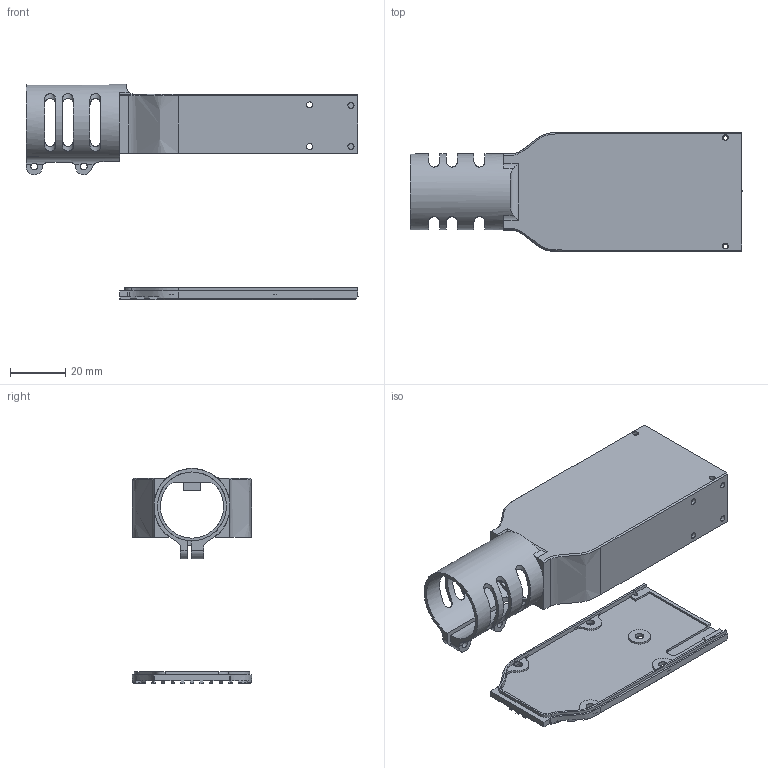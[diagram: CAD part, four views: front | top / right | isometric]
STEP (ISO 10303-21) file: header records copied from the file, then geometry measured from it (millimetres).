
FILE_DESCRIPTION(/* description */ (''),/* implementation_level */ '2;1');
FILE_NAME(/* name */ '前电机座0721.stp',/* time_stamp */ '2020-07-21T16:12:05+08:00',/* author */ (''),/* organization */ (''),/* preprocessor_version */ 'ST-DEVELOPER v16.7',/* originating_system */ 'SIEMENS PLM Software NX 12.0',/* authorisation */ '');
FILE_SCHEMA (('AUTOMOTIVE_DESIGN { 1 0 10303 214 3 1 1 1 }'));
Length unit declared in the file: millimetre
Products named in the file (1): Admi0C7CA9B1t4g7
Bounding box: 120.65 x 43.3 x 78.15 mm (x, y, z)
Volume: 21658 mm3; surface area: 31684.1 mm2
Topology: 2 solids, 2 shells, 363 faces, 1080 edges, 715 vertices
Faces by surface type: plane 211, cylinder 118, bspline 18, extrusion 11, cone 5
Full cylindrical faces by diameter (mm): 1.6 x2, 2.1 x5, 2.2 x6, 2.5 x6, 3.1 x2, 3.2 x5, 5.8 x4, 6 x4, 8 x1, 25.05 x1
Entity records: 13205 total; most frequent: CARTESIAN_POINT 3762, ORIENTED_EDGE 2016, DIRECTION 1827, EDGE_CURVE 1008, VERTEX_POINT 681, AXIS2_PLACEMENT_3D 624, VECTOR 579, LINE 568
